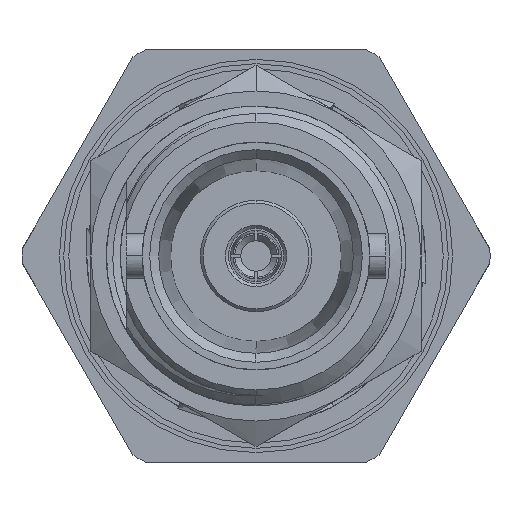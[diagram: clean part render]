
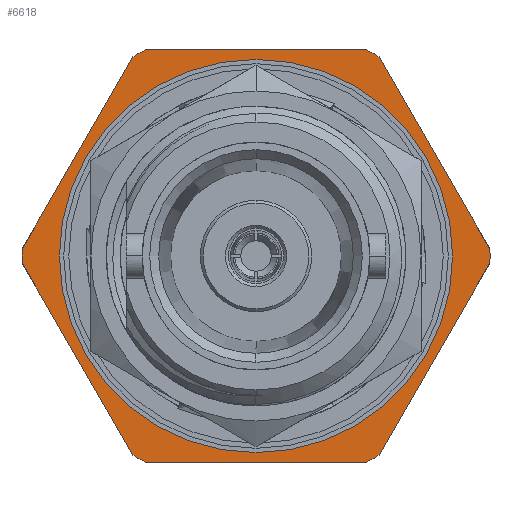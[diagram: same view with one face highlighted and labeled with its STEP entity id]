
A CAD part, left-side view. The second image highlights one B-rep face of the part: STEP entity #6618.
In plain terms, the highlighted planar face has unit normal (-1, 0, 0).
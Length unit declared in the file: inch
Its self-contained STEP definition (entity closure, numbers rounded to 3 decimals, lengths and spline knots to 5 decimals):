
#292 = CARTESIAN_POINT ( 'NONE',  ( 0.944, -0.20534, 0.33233 ) ) ;
#720 = DIRECTION ( 'NONE',  ( 0., 0., -1. ) ) ;
#725 = EDGE_CURVE ( 'NONE', #9270, #6348, #23277, .T. ) ;
#741 = DIRECTION ( 'NONE',  ( 0., 0., -1. ) ) ;
#926 = VECTOR ( 'NONE', #23489, 39.37008 ) ;
#1027 = VECTOR ( 'NONE', #9316, 39.37008 ) ;
#1118 = CARTESIAN_POINT ( 'NONE',  ( 0.944, 0., 0. ) ) ;
#1162 = CARTESIAN_POINT ( 'NONE',  ( 0.944, 0.32818, -0.344 ) ) ;
#1220 = VECTOR ( 'NONE', #3403, 39.37008 ) ;
#1259 = FACE_BOUND ( 'NONE', #2915, .T. ) ;
#1379 = CARTESIAN_POINT ( 'NONE',  ( 0.944, 0.37996, -0.02989 ) ) ;
#1416 = CIRCLE ( 'NONE', #18701, 0.39066 ) ;
#1649 = ORIENTED_EDGE ( 'NONE', *, *, #24172, .F. ) ;
#1677 = AXIS2_PLACEMENT_3D ( 'NONE', #15918, #12370, #21593 ) ;
#1875 = CARTESIAN_POINT ( 'NONE',  ( 0.944, -0.21587, -0.31411 ) ) ;
#2173 = CIRCLE ( 'NONE', #23886, 0.39066 ) ;
#2342 = ORIENTED_EDGE ( 'NONE', *, *, #22867, .F. ) ;
#2446 = EDGE_CURVE ( 'NONE', #16169, #19606, #24923, .T. ) ;
#2460 = AXIS2_PLACEMENT_3D ( 'NONE', #16496, #10580, #24186 ) ;
#2467 = VERTEX_POINT ( 'NONE', #14313 ) ;
#2624 = DIRECTION ( 'NONE',  ( 1., 0., 0. ) ) ;
#2915 = EDGE_LOOP ( 'NONE', ( #20011, #15706 ) ) ;
#3368 = DIRECTION ( 'NONE',  ( 1., 0., 0. ) ) ;
#3403 = DIRECTION ( 'NONE',  ( 0., 1., 0. ) ) ;
#4624 = CARTESIAN_POINT ( 'NONE',  ( 0.944, 0., -0.32818 ) ) ;
#4630 = ORIENTED_EDGE ( 'NONE', *, *, #10596, .T. ) ;
#4765 = CARTESIAN_POINT ( 'NONE',  ( 0.944, 0.20534, 0.33233 ) ) ;
#5040 = PLANE ( 'NONE',  #2460 ) ;
#5853 = CARTESIAN_POINT ( 'NONE',  ( 0.944, -0.21587, 0.31411 ) ) ;
#6192 = VERTEX_POINT ( 'NONE', #6250 ) ;
#6250 = CARTESIAN_POINT ( 'NONE',  ( 0.944, 0.39048, -0.01167 ) ) ;
#6348 = VERTEX_POINT ( 'NONE', #18193 ) ;
#6601 = VERTEX_POINT ( 'NONE', #14478 ) ;
#6618 = ADVANCED_FACE ( 'NONE', ( #1259, #6796 ), #5040, .T. ) ;
#6632 = CARTESIAN_POINT ( 'NONE',  ( 0.944, 0., 0. ) ) ;
#6796 = FACE_OUTER_BOUND ( 'NONE', #16324, .T. ) ;
#6902 = EDGE_CURVE ( 'NONE', #7966, #15588, #24803, .T. ) ;
#7343 = AXIS2_PLACEMENT_3D ( 'NONE', #11705, #9952, #741 ) ;
#7374 = ORIENTED_EDGE ( 'NONE', *, *, #10156, .T. ) ;
#7427 = LINE ( 'NONE', #20651, #1220 ) ;
#7443 = CARTESIAN_POINT ( 'NONE',  ( 0.944, 0.20534, -0.33233 ) ) ;
#7966 = VERTEX_POINT ( 'NONE', #18100 ) ;
#8004 = ORIENTED_EDGE ( 'NONE', *, *, #6902, .T. ) ;
#8538 = CARTESIAN_POINT ( 'NONE',  ( 0.944, 0., 0. ) ) ;
#9270 = VERTEX_POINT ( 'NONE', #4765 ) ;
#9316 = DIRECTION ( 'NONE',  ( 0., -0.5, -0.866 ) ) ;
#9763 = LINE ( 'NONE', #5853, #926 ) ;
#9778 = VECTOR ( 'NONE', #12627, 39.37008 ) ;
#9952 = DIRECTION ( 'NONE',  ( 1., 0., 0. ) ) ;
#10021 = ORIENTED_EDGE ( 'NONE', *, *, #18474, .T. ) ;
#10156 = EDGE_CURVE ( 'NONE', #16666, #6348, #7427, .T. ) ;
#10580 = DIRECTION ( 'NONE',  ( -1., 0., 0. ) ) ;
#10596 = EDGE_CURVE ( 'NONE', #9270, #12139, #22266, .T. ) ;
#10772 = EDGE_CURVE ( 'NONE', #19606, #16169, #24166, .T. ) ;
#11070 = DIRECTION ( 'NONE',  ( 0., 0., -1. ) ) ;
#11123 = DIRECTION ( 'NONE',  ( 1., 0., 0. ) ) ;
#11487 = CARTESIAN_POINT ( 'NONE',  ( 0.944, 0., 0. ) ) ;
#11705 = CARTESIAN_POINT ( 'NONE',  ( 0.944, 0., 0. ) ) ;
#12139 = VERTEX_POINT ( 'NONE', #20121 ) ;
#12370 = DIRECTION ( 'NONE',  ( 1., 0., 0. ) ) ;
#12488 = VECTOR ( 'NONE', #13054, 39.37008 ) ;
#12535 = CIRCLE ( 'NONE', #1677, 0.39066 ) ;
#12627 = DIRECTION ( 'NONE',  ( 0., -1., 0. ) ) ;
#12998 = DIRECTION ( 'NONE',  ( 0., 0., -1. ) ) ;
#13054 = DIRECTION ( 'NONE',  ( 0., 0.5, -0.866 ) ) ;
#13129 = VERTEX_POINT ( 'NONE', #7443 ) ;
#13380 = ORIENTED_EDGE ( 'NONE', *, *, #24443, .F. ) ;
#13386 = EDGE_CURVE ( 'NONE', #6192, #13129, #18627, .T. ) ;
#14136 = CARTESIAN_POINT ( 'NONE',  ( 0.944, 0., 0.32818 ) ) ;
#14313 = CARTESIAN_POINT ( 'NONE',  ( 0.944, -0.18514, -0.344 ) ) ;
#14478 = CARTESIAN_POINT ( 'NONE',  ( 0.944, 0.18514, -0.344 ) ) ;
#14723 = EDGE_CURVE ( 'NONE', #7966, #2467, #12535, .T. ) ;
#14956 = DIRECTION ( 'NONE',  ( 0., 0., -1. ) ) ;
#15007 = VERTEX_POINT ( 'NONE', #16501 ) ;
#15588 = VERTEX_POINT ( 'NONE', #22268 ) ;
#15628 = AXIS2_PLACEMENT_3D ( 'NONE', #8538, #2624, #24016 ) ;
#15706 = ORIENTED_EDGE ( 'NONE', *, *, #10772, .T. ) ;
#15918 = CARTESIAN_POINT ( 'NONE',  ( 0.944, 0., 0. ) ) ;
#16169 = VERTEX_POINT ( 'NONE', #4624 ) ;
#16324 = EDGE_LOOP ( 'NONE', ( #2342, #23269, #23335, #18854, #17550, #8004, #13380, #10021, #1649, #7374, #18051, #4630 ) ) ;
#16496 = CARTESIAN_POINT ( 'NONE',  ( 0.944, 0.32818, 0. ) ) ;
#16501 = CARTESIAN_POINT ( 'NONE',  ( 0.944, -0.39048, 0.01167 ) ) ;
#16666 = VERTEX_POINT ( 'NONE', #17622 ) ;
#16861 = AXIS2_PLACEMENT_3D ( 'NONE', #6632, #23529, #720 ) ;
#17411 = EDGE_CURVE ( 'NONE', #6601, #13129, #18199, .T. ) ;
#17550 = ORIENTED_EDGE ( 'NONE', *, *, #14723, .F. ) ;
#17622 = CARTESIAN_POINT ( 'NONE',  ( 0.944, -0.18514, 0.344 ) ) ;
#17821 = EDGE_CURVE ( 'NONE', #6601, #2467, #19933, .T. ) ;
#18005 = DIRECTION ( 'NONE',  ( 1., 0., 0. ) ) ;
#18051 = ORIENTED_EDGE ( 'NONE', *, *, #725, .F. ) ;
#18100 = CARTESIAN_POINT ( 'NONE',  ( 0.944, -0.20534, -0.33233 ) ) ;
#18119 = AXIS2_PLACEMENT_3D ( 'NONE', #20620, #3368, #14956 ) ;
#18193 = CARTESIAN_POINT ( 'NONE',  ( 0.944, 0.18514, 0.344 ) ) ;
#18199 = CIRCLE ( 'NONE', #7343, 0.39066 ) ;
#18474 = EDGE_CURVE ( 'NONE', #15007, #24636, #9763, .T. ) ;
#18627 = LINE ( 'NONE', #1379, #1027 ) ;
#18701 = AXIS2_PLACEMENT_3D ( 'NONE', #11487, #11123, #12998 ) ;
#18846 = CARTESIAN_POINT ( 'NONE',  ( 0.944, 0.37996, 0.02989 ) ) ;
#18854 = ORIENTED_EDGE ( 'NONE', *, *, #17821, .T. ) ;
#19049 = CIRCLE ( 'NONE', #22288, 0.39066 ) ;
#19606 = VERTEX_POINT ( 'NONE', #14136 ) ;
#19748 = VECTOR ( 'NONE', #20889, 39.37008 ) ;
#19892 = DIRECTION ( 'NONE',  ( 0., 0., -1. ) ) ;
#19933 = LINE ( 'NONE', #1162, #9778 ) ;
#20011 = ORIENTED_EDGE ( 'NONE', *, *, #2446, .T. ) ;
#20121 = CARTESIAN_POINT ( 'NONE',  ( 0.944, 0.39048, 0.01167 ) ) ;
#20620 = CARTESIAN_POINT ( 'NONE',  ( 0.944, 0., 0. ) ) ;
#20651 = CARTESIAN_POINT ( 'NONE',  ( 0.944, 0.32818, 0.344 ) ) ;
#20889 = DIRECTION ( 'NONE',  ( 0., -0.5, 0.866 ) ) ;
#21593 = DIRECTION ( 'NONE',  ( 0., 0., -1. ) ) ;
#22266 = LINE ( 'NONE', #18846, #12488 ) ;
#22268 = CARTESIAN_POINT ( 'NONE',  ( 0.944, -0.39048, -0.01167 ) ) ;
#22288 = AXIS2_PLACEMENT_3D ( 'NONE', #1118, #18005, #19892 ) ;
#22867 = EDGE_CURVE ( 'NONE', #6192, #12139, #1416, .T. ) ;
#22896 = CARTESIAN_POINT ( 'NONE',  ( 0.944, 0., 0. ) ) ;
#23269 = ORIENTED_EDGE ( 'NONE', *, *, #13386, .T. ) ;
#23277 = CIRCLE ( 'NONE', #15628, 0.39066 ) ;
#23335 = ORIENTED_EDGE ( 'NONE', *, *, #17411, .F. ) ;
#23489 = DIRECTION ( 'NONE',  ( 0., 0.5, 0.866 ) ) ;
#23529 = DIRECTION ( 'NONE',  ( 1., 0., 0. ) ) ;
#23886 = AXIS2_PLACEMENT_3D ( 'NONE', #22896, #24791, #11070 ) ;
#24016 = DIRECTION ( 'NONE',  ( 0., 0., -1. ) ) ;
#24166 = CIRCLE ( 'NONE', #18119, 0.32818 ) ;
#24172 = EDGE_CURVE ( 'NONE', #16666, #24636, #19049, .T. ) ;
#24186 = DIRECTION ( 'NONE',  ( 0., 0., 1. ) ) ;
#24443 = EDGE_CURVE ( 'NONE', #15007, #15588, #2173, .T. ) ;
#24636 = VERTEX_POINT ( 'NONE', #292 ) ;
#24791 = DIRECTION ( 'NONE',  ( 1., 0., 0. ) ) ;
#24803 = LINE ( 'NONE', #1875, #19748 ) ;
#24923 = CIRCLE ( 'NONE', #16861, 0.32818 ) ;
